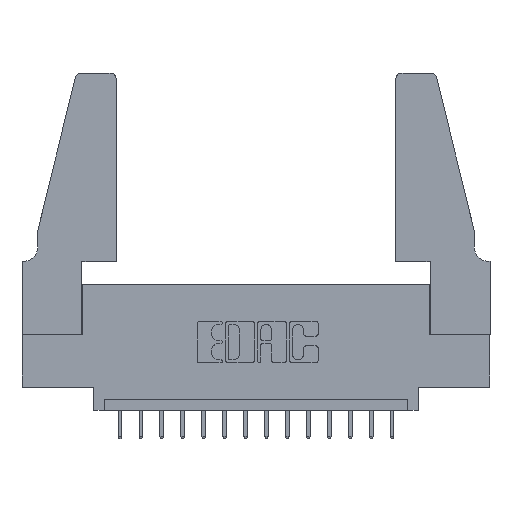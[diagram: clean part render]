
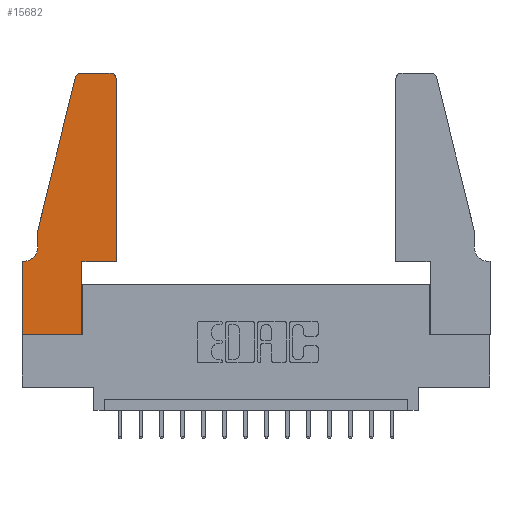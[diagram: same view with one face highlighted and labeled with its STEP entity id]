
A CAD part, top view. The second image highlights one B-rep face of the part: STEP entity #15682.
In plain terms, the highlighted planar face has unit normal (0, 0, 1).
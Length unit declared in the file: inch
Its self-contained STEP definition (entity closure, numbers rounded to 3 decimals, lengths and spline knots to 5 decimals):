
#7 = LINE ( 'NONE', #10344, #4493 ) ;
#498 = VERTEX_POINT ( 'NONE', #11816 ) ;
#720 = DIRECTION ( 'NONE',  ( 0., -1., 0. ) ) ;
#995 = ORIENTED_EDGE ( 'NONE', *, *, #9736, .T. ) ;
#1105 = VERTEX_POINT ( 'NONE', #2789 ) ;
#1287 = LINE ( 'NONE', #12765, #11521 ) ;
#1355 = CARTESIAN_POINT ( 'NONE',  ( 0.284, 1.22, 0.37 ) ) ;
#1537 = EDGE_CURVE ( 'NONE', #10213, #13735, #1695, .T. ) ;
#1695 = LINE ( 'NONE', #14769, #11799 ) ;
#1706 = VECTOR ( 'NONE', #15158, 39.37008 ) ;
#2031 = ORIENTED_EDGE ( 'NONE', *, *, #9475, .T. ) ;
#2176 = VECTOR ( 'NONE', #13232, 39.37008 ) ;
#2230 = LINE ( 'NONE', #6003, #11598 ) ;
#2459 = ORIENTED_EDGE ( 'NONE', *, *, #12364, .T. ) ;
#2762 = DIRECTION ( 'NONE',  ( 1., 0., 0. ) ) ;
#2789 = CARTESIAN_POINT ( 'NONE',  ( 0., 0.35, 0.37 ) ) ;
#2826 = EDGE_CURVE ( 'NONE', #5788, #8623, #3793, .T. ) ;
#2910 = ORIENTED_EDGE ( 'NONE', *, *, #11775, .T. ) ;
#3195 = VECTOR ( 'NONE', #720, 39.37008 ) ;
#3793 = CIRCLE ( 'NONE', #4355, 0.03 ) ;
#3843 = CARTESIAN_POINT ( 'NONE',  ( 0.4505, 1.22, 0.37 ) ) ;
#3952 = ORIENTED_EDGE ( 'NONE', *, *, #9651, .T. ) ;
#4037 = LINE ( 'NONE', #13198, #11609 ) ;
#4227 = VERTEX_POINT ( 'NONE', #9826 ) ;
#4292 = ORIENTED_EDGE ( 'NONE', *, *, #13252, .T. ) ;
#4355 = AXIS2_PLACEMENT_3D ( 'NONE', #1355, #16561, #11483 ) ;
#4493 = VECTOR ( 'NONE', #10010, 39.37008 ) ;
#4560 = LINE ( 'NONE', #13564, #3195 ) ;
#4658 = CARTESIAN_POINT ( 'NONE',  ( 0.4505, 0.35, 0.37 ) ) ;
#5372 = FACE_OUTER_BOUND ( 'NONE', #15449, .T. ) ;
#5602 = VERTEX_POINT ( 'NONE', #14293 ) ;
#5645 = VERTEX_POINT ( 'NONE', #10877 ) ;
#5738 = ORIENTED_EDGE ( 'NONE', *, *, #1537, .T. ) ;
#5788 = VERTEX_POINT ( 'NONE', #16467 ) ;
#6003 = CARTESIAN_POINT ( 'NONE',  ( 0.0755, 0.35, 0.37 ) ) ;
#6232 = ORIENTED_EDGE ( 'NONE', *, *, #16019, .T. ) ;
#6393 = CARTESIAN_POINT ( 'NONE',  ( 0.2865, 0.35, 0.37 ) ) ;
#6865 = ORIENTED_EDGE ( 'NONE', *, *, #2826, .T. ) ;
#6978 = CARTESIAN_POINT ( 'NONE',  ( 0.25487, 1.22718, 0.37 ) ) ;
#7028 = CARTESIAN_POINT ( 'NONE',  ( 0.0755, 0.5, 0.37 ) ) ;
#7067 = DIRECTION ( 'NONE',  ( 0., 0., -1. ) ) ;
#7634 = DIRECTION ( 'NONE',  ( 1., 0., 0. ) ) ;
#7917 = CARTESIAN_POINT ( 'NONE',  ( 0.4505, 0.35, 0.37 ) ) ;
#8623 = VERTEX_POINT ( 'NONE', #6978 ) ;
#9051 = DIRECTION ( 'NONE',  ( 0., 0., 1. ) ) ;
#9360 = ORIENTED_EDGE ( 'NONE', *, *, #11541, .T. ) ;
#9475 = EDGE_CURVE ( 'NONE', #5602, #10847, #1287, .T. ) ;
#9651 = EDGE_CURVE ( 'NONE', #13732, #4227, #11813, .T. ) ;
#9701 = AXIS2_PLACEMENT_3D ( 'NONE', #14448, #14364, #2762 ) ;
#9736 = EDGE_CURVE ( 'NONE', #498, #5788, #7, .T. ) ;
#9826 = CARTESIAN_POINT ( 'NONE',  ( 0.0055, 0.35, 0.37 ) ) ;
#9958 = VECTOR ( 'NONE', #16438, 39.37008 ) ;
#10010 = DIRECTION ( 'NONE',  ( -1., 0., 0. ) ) ;
#10213 = VERTEX_POINT ( 'NONE', #7917 ) ;
#10342 = CARTESIAN_POINT ( 'NONE',  ( 0.0755, 0.42, 0.37 ) ) ;
#10344 = CARTESIAN_POINT ( 'NONE',  ( 0.2605, 1.25, 0.37 ) ) ;
#10614 = DIRECTION ( 'NONE',  ( 0., 1., 0. ) ) ;
#10847 = VERTEX_POINT ( 'NONE', #6393 ) ;
#10877 = CARTESIAN_POINT ( 'NONE',  ( 0., 0., 0.37 ) ) ;
#11012 = LINE ( 'NONE', #4658, #1706 ) ;
#11425 = DIRECTION ( 'NONE',  ( 0., 1., 0. ) ) ;
#11483 = DIRECTION ( 'NONE',  ( 1., 0., 0. ) ) ;
#11521 = VECTOR ( 'NONE', #11425, 39.37008 ) ;
#11539 = AXIS2_PLACEMENT_3D ( 'NONE', #12586, #7067, #16313 ) ;
#11541 = EDGE_CURVE ( 'NONE', #13735, #498, #12372, .T. ) ;
#11598 = VECTOR ( 'NONE', #12292, 39.37008 ) ;
#11609 = VECTOR ( 'NONE', #14376, 39.37008 ) ;
#11775 = EDGE_CURVE ( 'NONE', #14316, #13732, #4560, .T. ) ;
#11799 = VECTOR ( 'NONE', #10614, 39.37008 ) ;
#11813 = CIRCLE ( 'NONE', #11539, 0.07 ) ;
#11816 = CARTESIAN_POINT ( 'NONE',  ( 0.4205, 1.25, 0.37 ) ) ;
#11904 = PLANE ( 'NONE',  #9701 ) ;
#12292 = DIRECTION ( 'NONE',  ( -1., 0., 0. ) ) ;
#12364 = EDGE_CURVE ( 'NONE', #4227, #1105, #2230, .T. ) ;
#12372 = CIRCLE ( 'NONE', #14548, 0.03 ) ;
#12586 = CARTESIAN_POINT ( 'NONE',  ( 0.0055, 0.42, 0.37 ) ) ;
#12765 = CARTESIAN_POINT ( 'NONE',  ( 0.2865, 0.35, 0.37 ) ) ;
#12987 = ORIENTED_EDGE ( 'NONE', *, *, #13019, .T. ) ;
#13019 = EDGE_CURVE ( 'NONE', #1105, #5645, #4037, .T. ) ;
#13198 = CARTESIAN_POINT ( 'NONE',  ( 0., 0., 0.37 ) ) ;
#13232 = DIRECTION ( 'NONE',  ( 1., 0., 0. ) ) ;
#13252 = EDGE_CURVE ( 'NONE', #8623, #14316, #13664, .T. ) ;
#13564 = CARTESIAN_POINT ( 'NONE',  ( 0.0755, 0.5, 0.37 ) ) ;
#13664 = LINE ( 'NONE', #7028, #9958 ) ;
#13732 = VERTEX_POINT ( 'NONE', #10342 ) ;
#13735 = VERTEX_POINT ( 'NONE', #3843 ) ;
#14293 = CARTESIAN_POINT ( 'NONE',  ( 0.2865, 0., 0.37 ) ) ;
#14316 = VERTEX_POINT ( 'NONE', #16432 ) ;
#14364 = DIRECTION ( 'NONE',  ( 0., 0., 1. ) ) ;
#14376 = DIRECTION ( 'NONE',  ( 0., -1., 0. ) ) ;
#14448 = CARTESIAN_POINT ( 'NONE',  ( 0., 0.35, 0.37 ) ) ;
#14548 = AXIS2_PLACEMENT_3D ( 'NONE', #15506, #9051, #7634 ) ;
#14645 = CARTESIAN_POINT ( 'NONE',  ( 0., 0., 0.37 ) ) ;
#14769 = CARTESIAN_POINT ( 'NONE',  ( 0.4505, 0.35, 0.37 ) ) ;
#14803 = LINE ( 'NONE', #14645, #2176 ) ;
#15014 = EDGE_CURVE ( 'NONE', #5645, #5602, #14803, .T. ) ;
#15158 = DIRECTION ( 'NONE',  ( 1., 0., 0. ) ) ;
#15449 = EDGE_LOOP ( 'NONE', ( #995, #6865, #4292, #2910, #3952, #2459, #12987, #15460, #2031, #6232, #5738, #9360 ) ) ;
#15460 = ORIENTED_EDGE ( 'NONE', *, *, #15014, .T. ) ;
#15506 = CARTESIAN_POINT ( 'NONE',  ( 0.4205, 1.22, 0.37 ) ) ;
#15682 = ADVANCED_FACE ( 'NONE', ( #5372 ), #11904, .T. ) ;
#16019 = EDGE_CURVE ( 'NONE', #10847, #10213, #11012, .T. ) ;
#16313 = DIRECTION ( 'NONE',  ( -1., 0., 0. ) ) ;
#16432 = CARTESIAN_POINT ( 'NONE',  ( 0.0755, 0.5, 0.37 ) ) ;
#16438 = DIRECTION ( 'NONE',  ( -0.239, -0.971, 0. ) ) ;
#16467 = CARTESIAN_POINT ( 'NONE',  ( 0.284, 1.25, 0.37 ) ) ;
#16561 = DIRECTION ( 'NONE',  ( 0., 0., 1. ) ) ;
